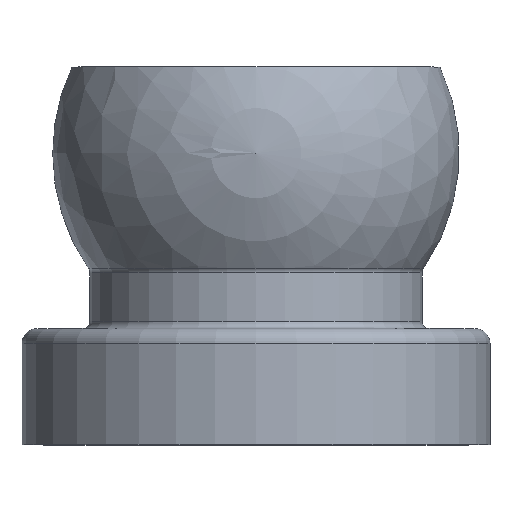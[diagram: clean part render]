
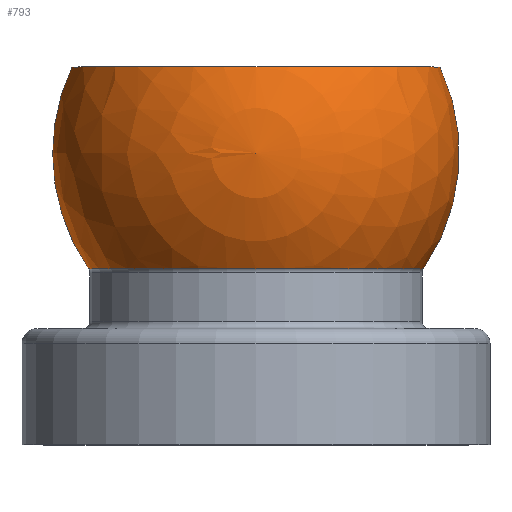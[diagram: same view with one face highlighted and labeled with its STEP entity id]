
A CAD part, top view. The second image highlights one B-rep face of the part: STEP entity #793.
In plain terms, the highlighted spherical face has radius 10.757 mm.
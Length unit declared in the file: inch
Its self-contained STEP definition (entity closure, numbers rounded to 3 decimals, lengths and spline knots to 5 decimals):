
#232 = VERTEX_POINT ( 'NONE', #2271 ) ;
#292 = VERTEX_POINT ( 'NONE', #2420 ) ;
#298 = VERTEX_POINT ( 'NONE', #2408 ) ;
#300 = EDGE_CURVE ( 'NONE', #298, #305, #2406, .T. ) ;
#305 = VERTEX_POINT ( 'NONE', #2454 ) ;
#307 = EDGE_CURVE ( 'NONE', #232, #292, #2448, .T. ) ;
#729 = EDGE_CURVE ( 'NONE', #298, #232, #3290, .T. ) ;
#770 = ORIENTED_EDGE ( 'NONE', *, *, #300, .F. ) ;
#771 = ORIENTED_EDGE ( 'NONE', *, *, #729, .T. ) ;
#772 = ORIENTED_EDGE ( 'NONE', *, *, #307, .T. ) ;
#773 = ORIENTED_EDGE ( 'NONE', *, *, #774, .F. ) ;
#774 = EDGE_CURVE ( 'NONE', #305, #292, #3340, .T. ) ;
#793 = ADVANCED_FACE ( 'NONE', ( #3378 ), #3371, .T. ) ;
#794 = EDGE_LOOP ( 'NONE', ( #770, #771, #772, #773 ) ) ;
#2271 = CARTESIAN_POINT ( 'NONE',  ( -0.38334, 0.18, 0. ) ) ;
#2402 = DIRECTION ( 'NONE',  ( -1., 0., 0. ) ) ;
#2403 = DIRECTION ( 'NONE',  ( 0., 0., -1. ) ) ;
#2404 = CARTESIAN_POINT ( 'NONE',  ( 0., 0., 0. ) ) ;
#2405 = AXIS2_PLACEMENT_3D ( 'NONE', #2404, #2403, #2402 ) ;
#2406 = CIRCLE ( 'NONE', #2405, 0.4235 ) ;
#2408 = CARTESIAN_POINT ( 'NONE',  ( 0.38334, 0.18, 0. ) ) ;
#2420 = CARTESIAN_POINT ( 'NONE',  ( -0.34865, -0.24041, 0. ) ) ;
#2444 = DIRECTION ( 'NONE',  ( 1., 0., 0. ) ) ;
#2445 = DIRECTION ( 'NONE',  ( 0., 0., 1. ) ) ;
#2446 = CARTESIAN_POINT ( 'NONE',  ( 0., 0., 0. ) ) ;
#2447 = AXIS2_PLACEMENT_3D ( 'NONE', #2446, #2445, #2444 ) ;
#2448 = CIRCLE ( 'NONE', #2447, 0.4235 ) ;
#2454 = CARTESIAN_POINT ( 'NONE',  ( 0.34865, -0.24041, 0. ) ) ;
#3286 = DIRECTION ( 'NONE',  ( 1., 0., 0. ) ) ;
#3287 = DIRECTION ( 'NONE',  ( 0., -1., 0. ) ) ;
#3288 = CARTESIAN_POINT ( 'NONE',  ( 0., 0.18, 0. ) ) ;
#3289 = AXIS2_PLACEMENT_3D ( 'NONE', #3288, #3287, #3286 ) ;
#3290 = CIRCLE ( 'NONE', #3289, 0.38334 ) ;
#3336 = DIRECTION ( 'NONE',  ( 1., 0., 0. ) ) ;
#3337 = DIRECTION ( 'NONE',  ( 0., -1., 0. ) ) ;
#3338 = CARTESIAN_POINT ( 'NONE',  ( 0., -0.24041, 0. ) ) ;
#3339 = AXIS2_PLACEMENT_3D ( 'NONE', #3338, #3337, #3336 ) ;
#3340 = CIRCLE ( 'NONE', #3339, 0.34865 ) ;
#3368 = DIRECTION ( 'NONE',  ( -1., 0., 0. ) ) ;
#3369 = DIRECTION ( 'NONE',  ( 0., 0., -1. ) ) ;
#3370 = AXIS2_PLACEMENT_3D ( 'NONE', #3372, #3369, #3368 ) ;
#3371 = SPHERICAL_SURFACE ( 'NONE', #3370, 0.4235 ) ;
#3372 = CARTESIAN_POINT ( 'NONE',  ( 0., 0., 0. ) ) ;
#3378 = FACE_OUTER_BOUND ( 'NONE', #794, .T. ) ;
